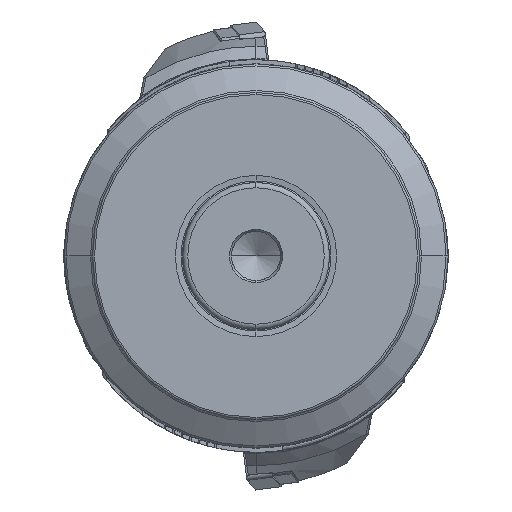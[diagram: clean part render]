
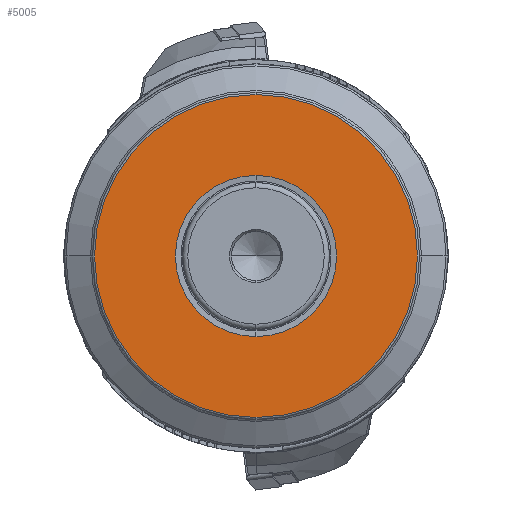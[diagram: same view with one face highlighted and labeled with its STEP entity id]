
A CAD part, left-side view. The second image highlights one B-rep face of the part: STEP entity #5005.
In plain terms, the highlighted planar face has unit normal (-1, 0, 0).
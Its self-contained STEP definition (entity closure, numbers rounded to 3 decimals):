
#129 = CARTESIAN_POINT ( 'NONE',  ( 0., 0., 0. ) ) ;
#574 = FACE_OUTER_BOUND ( 'NONE', #18929, .T. ) ;
#1127 = VERTEX_POINT ( 'NONE', #1870 ) ;
#1159 = AXIS2_PLACEMENT_3D ( 'NONE', #21206, #1480, #16850 ) ;
#1480 = DIRECTION ( 'NONE',  ( 1., 0., 0. ) ) ;
#1598 = DIRECTION ( 'NONE',  ( -1., 0., 0. ) ) ;
#1870 = CARTESIAN_POINT ( 'NONE',  ( 0., 0., 39.5 ) ) ;
#2328 = DIRECTION ( 'NONE',  ( 0., 0., 1. ) ) ;
#3094 = AXIS2_PLACEMENT_3D ( 'NONE', #14775, #1598, #16980 ) ;
#4741 = EDGE_CURVE ( 'NONE', #13977, #12403, #12297, .T. ) ;
#5005 = ADVANCED_FACE ( 'NONE', ( #6408, #574 ), #27813, .F. ) ;
#5583 = CIRCLE ( 'NONE', #3094, 39.5 ) ;
#5691 = CARTESIAN_POINT ( 'NONE',  ( 0., 0., -19.715 ) ) ;
#6408 = FACE_BOUND ( 'NONE', #7109, .T. ) ;
#7109 = EDGE_LOOP ( 'NONE', ( #20201, #12271 ) ) ;
#8329 = EDGE_CURVE ( 'NONE', #20678, #1127, #5583, .T. ) ;
#8681 = DIRECTION ( 'NONE',  ( -1., 0., 0. ) ) ;
#11245 = CARTESIAN_POINT ( 'NONE',  ( 0., 0., 0. ) ) ;
#12271 = ORIENTED_EDGE ( 'NONE', *, *, #16861, .F. ) ;
#12297 = CIRCLE ( 'NONE', #12548, 19.715 ) ;
#12403 = VERTEX_POINT ( 'NONE', #5691 ) ;
#12548 = AXIS2_PLACEMENT_3D ( 'NONE', #129, #15519, #2328 ) ;
#13146 = CIRCLE ( 'NONE', #25959, 19.715 ) ;
#13477 = DIRECTION ( 'NONE',  ( 0., 0., 1. ) ) ;
#13977 = VERTEX_POINT ( 'NONE', #25949 ) ;
#14775 = CARTESIAN_POINT ( 'NONE',  ( 0., 0., 0. ) ) ;
#15519 = DIRECTION ( 'NONE',  ( -1., 0., 0. ) ) ;
#16850 = DIRECTION ( 'NONE',  ( 0., 0., -1. ) ) ;
#16861 = EDGE_CURVE ( 'NONE', #12403, #13977, #13146, .T. ) ;
#16980 = DIRECTION ( 'NONE',  ( 0., 0., 1. ) ) ;
#18929 = EDGE_LOOP ( 'NONE', ( #26463, #27489 ) ) ;
#20201 = ORIENTED_EDGE ( 'NONE', *, *, #4741, .F. ) ;
#20678 = VERTEX_POINT ( 'NONE', #21134 ) ;
#20887 = EDGE_CURVE ( 'NONE', #1127, #20678, #25217, .T. ) ;
#21134 = CARTESIAN_POINT ( 'NONE',  ( 0., 0., -39.5 ) ) ;
#21206 = CARTESIAN_POINT ( 'NONE',  ( 0., 19.715, 0. ) ) ;
#21848 = CARTESIAN_POINT ( 'NONE',  ( 0., 0., 0. ) ) ;
#22122 = AXIS2_PLACEMENT_3D ( 'NONE', #21848, #8681, #24067 ) ;
#24067 = DIRECTION ( 'NONE',  ( 0., 0., 1. ) ) ;
#25217 = CIRCLE ( 'NONE', #22122, 39.5 ) ;
#25949 = CARTESIAN_POINT ( 'NONE',  ( 0., 0., 19.715 ) ) ;
#25959 = AXIS2_PLACEMENT_3D ( 'NONE', #11245, #26667, #13477 ) ;
#26463 = ORIENTED_EDGE ( 'NONE', *, *, #20887, .T. ) ;
#26667 = DIRECTION ( 'NONE',  ( -1., 0., 0. ) ) ;
#27489 = ORIENTED_EDGE ( 'NONE', *, *, #8329, .T. ) ;
#27813 = PLANE ( 'NONE',  #1159 ) ;
